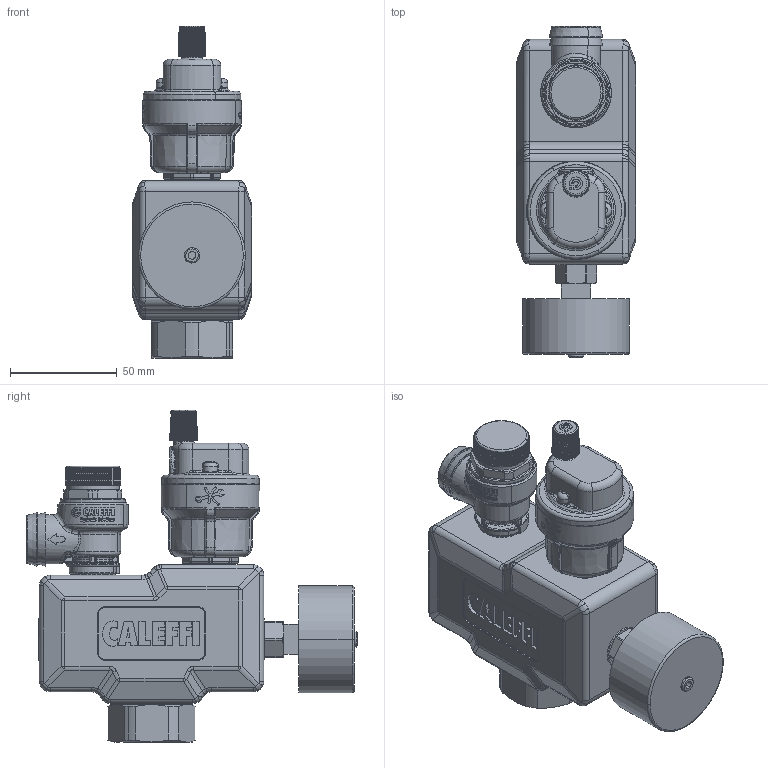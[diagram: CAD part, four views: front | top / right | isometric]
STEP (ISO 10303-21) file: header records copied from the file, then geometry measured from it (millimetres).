
FILE_DESCRIPTION(('CATIA V5 STEP Exchange','CAx-IF Rec.Pracs.--- Model Styling and Organization---1.5--- 2016-08-15','CAx-IF Rec.Pracs.---Supplemental Geometry---1.0---2011-11-01','CAx-IF Rec.Pracs.--- Composite Materials ---3.4---2017-06-13','CAx-IF Rec.Pracs.---Tessellated 3D Geometry---1.0---2015-12-17'),'2;1');
FILE_NAME('STEP_305663_-_TST.stp','2023-05-08T16:08:43+00:00',('none'),('none'),'CATIA Version 5-6 Release 2020 SP5','CATIA V5 STEP AP242 v2','none');
FILE_SCHEMA(('AP242_MANAGED_MODEL_BASED_3D_ENGINEERING_MIM_LF {1 0 10303 442 1 1 4}'));
Products named in the file (1): 305663 - TST
Bounding box: 56 x 154.8 x 155.3 mm (x, y, z)
Volume: 492138.4 mm3; surface area: 68444.4 mm2
Topology: 2 solids, 6 shells, 2578 faces, 6755 edges, 4231 vertices
Faces by surface type: plane 945, cylinder 767, bspline 299, extrusion 240, torus 190, cone 88, sphere 49
Entity records: 96198 total; most frequent: CARTESIAN_POINT 38935, ORIENTED_EDGE 13370, DIRECTION 7744, EDGE_CURVE 6685, VERTEX_POINT 4231, AXIS2_PLACEMENT_3D 3232, VECTOR 3017, LINE 2777
